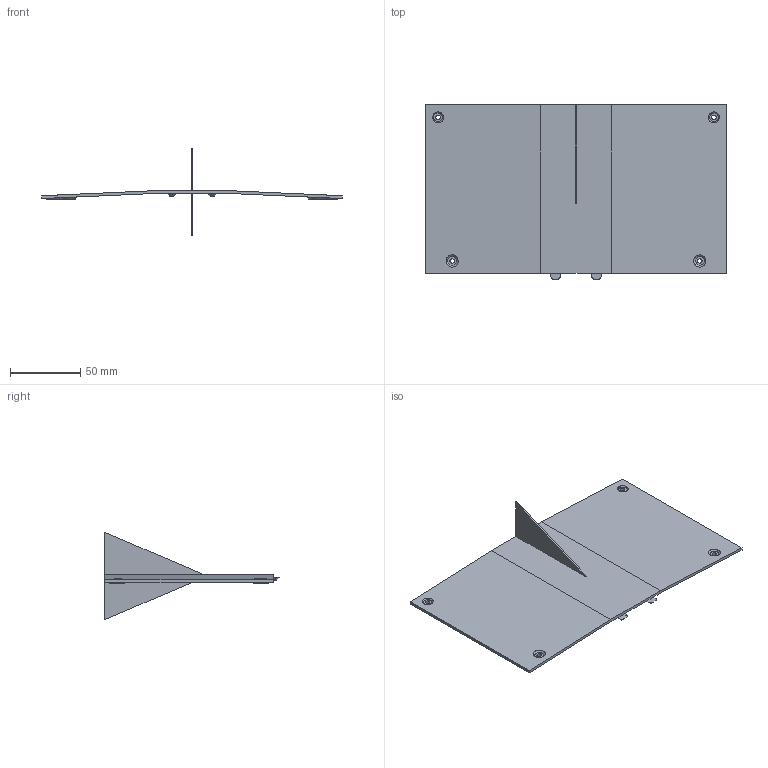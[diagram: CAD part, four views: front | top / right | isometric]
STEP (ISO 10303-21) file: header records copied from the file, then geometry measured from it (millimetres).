
FILE_DESCRIPTION(/* description */ (''),/* implementation_level */ '2;1');
FILE_NAME(/* name */ 'Deej Deckel.step',/* time_stamp */ '2024-08-04T21:33:09+02:00',/* author */ (''),/* organization */ (''),/* preprocessor_version */ 'ST-DEVELOPER v20',/* originating_system */ 'Autodesk Translation Framework v13.14.0.145',/* authorisation */ '');
FILE_SCHEMA (('AUTOMOTIVE_DESIGN { 1 0 10303 214 3 1 1 }'));
Length unit declared in the file: millimetre
Products named in the file (1): Deej V4
Bounding box: 213.7 x 123.9 x 62.2 mm (x, y, z)
Volume: 53720.8 mm3; surface area: 57394.2 mm2
Topology: 3 solids, 3 shells, 78 faces, 180 edges, 116 vertices
Faces by surface type: plane 46, cylinder 16, bspline 8, cone 8
Full cylindrical faces by diameter (mm): 3.2 x4
Entity records: 4390 total; most frequent: CARTESIAN_POINT 2630, ORIENTED_EDGE 360, DIRECTION 322, EDGE_CURVE 180, VERTEX_POINT 116, LINE 108, VECTOR 108, AXIS2_PLACEMENT_3D 107
